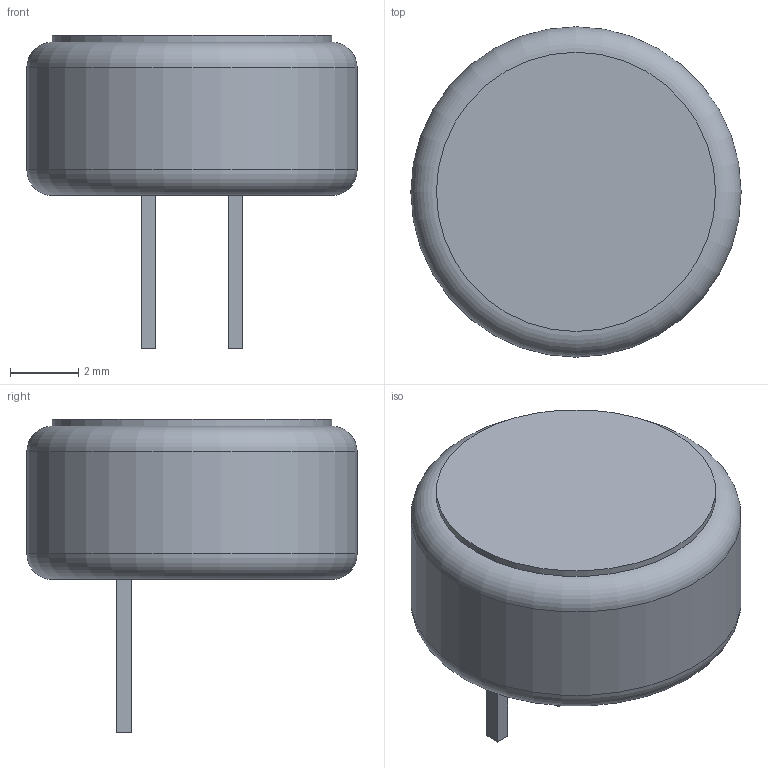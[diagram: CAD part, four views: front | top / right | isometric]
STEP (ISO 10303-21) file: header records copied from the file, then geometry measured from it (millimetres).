
FILE_DESCRIPTION(('FreeCAD Model'),'2;1');
FILE_NAME('Open CASCADE Shape Model','2023-03-19T12:56:32',(''),(''), 'Open CASCADE STEP processor 7.6','FreeCAD','Unknown');
FILE_SCHEMA(('AUTOMOTIVE_DESIGN { 1 0 10303 214 1 1 1 1 }'));
Length unit declared in the file: millimetre
Products named in the file (4): Part; Body; Felt; Pins
Assembly tree (3 placements, depth 2):
  Part
    Body
    Felt
    Pins
Bounding box: 9.7 x 9.7 x 9.2 mm (x, y, z)
Volume: 326.7 mm3; surface area: 398.2 mm2
Topology: 4 solids, 4 shells, 22 faces, 37 edges, 24 vertices
Faces by surface type: plane 17, cylinder 3, torus 2
Full cylindrical faces by diameter (mm): 8 x1, 8.2 x1, 9.7 x1
Entity records: 616 total; most frequent: DIRECTION 99, CARTESIAN_POINT 87, ORIENTED_EDGE 74, EDGE_CURVE 37, AXIS2_PLACEMENT_3D 36, LINE 27, VECTOR 27, VERTEX_POINT 24
